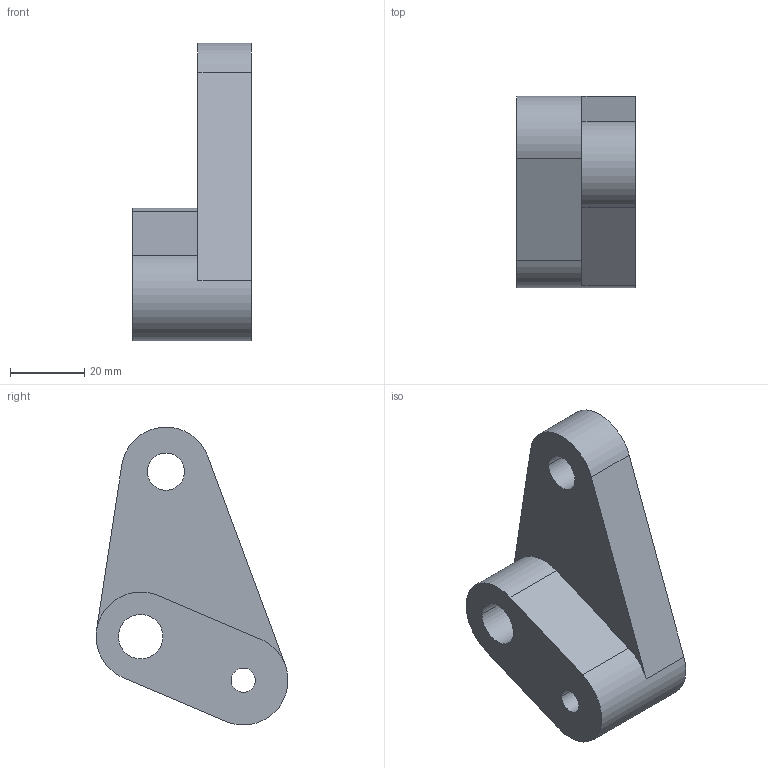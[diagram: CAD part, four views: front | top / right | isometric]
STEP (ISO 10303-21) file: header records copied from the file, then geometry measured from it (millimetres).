
FILE_DESCRIPTION(('CATIA V5 STEP Exchange'),'2;1');
FILE_NAME('9150087_Support_boite_air_avant_droit.stp','2017-08-08T11:30:09+00:00',('none'),('none'),'Version 5-6 Release 2012','CATIA V5 STEP AP203','none');
FILE_SCHEMA(('CONFIG_CONTROL_DESIGN'));
Length unit declared in the file: millimetre
Products named in the file (1): 9150087_Support_boite_air_avant_droit
Bounding box: 32 x 51.6 x 80.07 mm (x, y, z)
Volume: 40933.1 mm3; surface area: 13641.2 mm2
Topology: 1 solids, 1 shells, 25 faces, 69 edges, 47 vertices
Faces by surface type: cylinder 13, plane 12
Entity records: 836 total; most frequent: CARTESIAN_POINT 159, ORIENTED_EDGE 138, DIRECTION 108, EDGE_CURVE 69, AXIS2_PLACEMENT_3D 51, VERTEX_POINT 47, VECTOR 37, LINE 37
